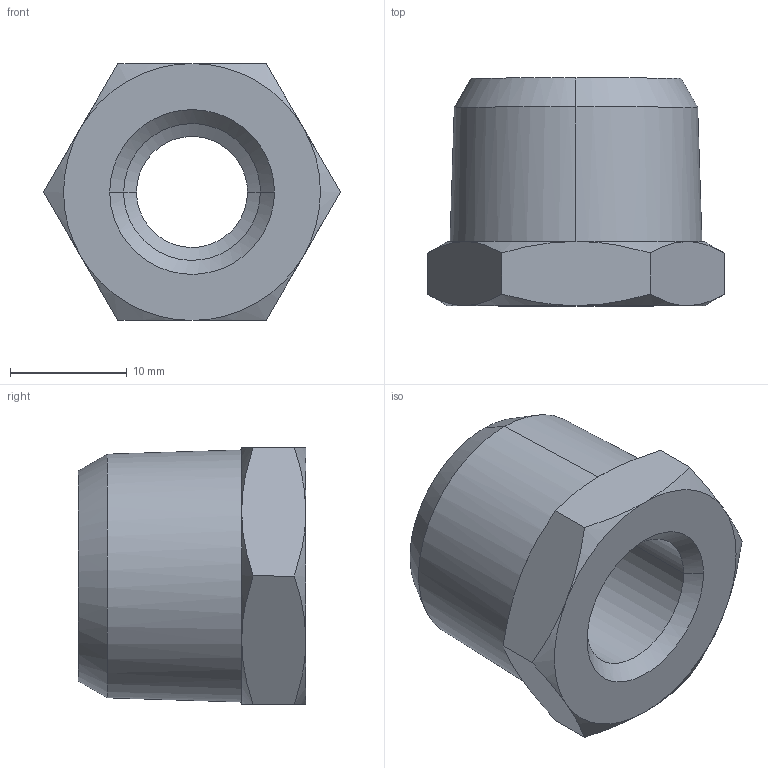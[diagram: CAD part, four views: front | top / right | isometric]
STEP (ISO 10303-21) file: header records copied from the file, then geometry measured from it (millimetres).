
FILE_DESCRIPTION (( 'STEP AP214' ), '1' );
FILE_NAME ('DRF.MF0402ICKORT.STEP', '2018-09-05T11:48:25', ( '' ), ( '' ), 'SwSTEP 2.0', 'SolidWorks 2018', '' );
FILE_SCHEMA (( 'AUTOMOTIVE_DESIGN' ));
Length unit declared in the file: millimetre
Products named in the file (1): DRF.MF0402ICKORT
Bounding box: 25.4 x 19.5 x 22 mm (x, y, z)
Volume: 5195.1 mm3; surface area: 2534.8 mm2
Topology: 1 solids, 1 shells, 35 faces, 74 edges, 42 vertices
Faces by surface type: bspline 35
Entity records: 1775 total; most frequent: CARTESIAN_POINT 1289, ORIENTED_EDGE 148, EDGE_CURVE 74, B_SPLINE_CURVE_WITH_KNOTS 61, VERTEX_POINT 42, EDGE_LOOP 38, FACE_OUTER_BOUND 35, ADVANCED_FACE 35
